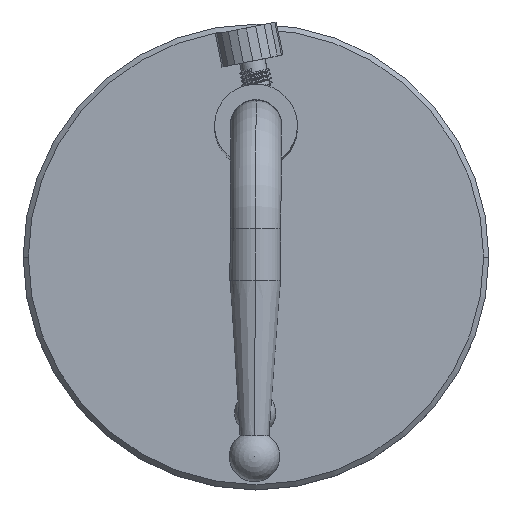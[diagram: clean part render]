
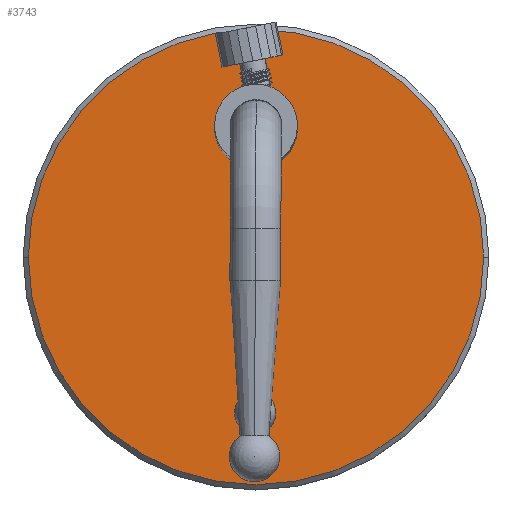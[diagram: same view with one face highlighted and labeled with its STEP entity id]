
A CAD part, top view. The second image highlights one B-rep face of the part: STEP entity #3743.
In plain terms, the highlighted planar face has unit normal (0, 0, 1).
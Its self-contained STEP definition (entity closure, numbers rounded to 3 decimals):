
#20 = EDGE_CURVE ( 'NONE', #2657, #4371, #4655, .T. ) ;
#55 = DIRECTION ( 'NONE',  ( -1., 0., 0. ) ) ;
#112 = CARTESIAN_POINT ( 'NONE',  ( 0., 0., 12. ) ) ;
#210 = EDGE_CURVE ( 'NONE', #4371, #2657, #3416, .T. ) ;
#358 = AXIS2_PLACEMENT_3D ( 'NONE', #6434, #1585, #55 ) ;
#561 = CARTESIAN_POINT ( 'NONE',  ( -44., 0., 12. ) ) ;
#612 = EDGE_CURVE ( 'NONE', #2101, #2232, #2614, .T. ) ;
#779 = PLANE ( 'NONE',  #1001 ) ;
#869 = VERTEX_POINT ( 'NONE', #1958 ) ;
#901 = ORIENTED_EDGE ( 'NONE', *, *, #210, .T. ) ;
#1001 = AXIS2_PLACEMENT_3D ( 'NONE', #5735, #1380, #3973 ) ;
#1133 = EDGE_CURVE ( 'NONE', #3636, #869, #4276, .T. ) ;
#1276 = DIRECTION ( 'NONE',  ( -1., 0., 0. ) ) ;
#1306 = AXIS2_PLACEMENT_3D ( 'NONE', #112, #2275, #2844 ) ;
#1353 = CIRCLE ( 'NONE', #1306, 44. ) ;
#1380 = DIRECTION ( 'NONE',  ( 0., 0., 1. ) ) ;
#1421 = FACE_BOUND ( 'NONE', #3906, .T. ) ;
#1512 = DIRECTION ( 'NONE',  ( -1., 0., 0. ) ) ;
#1576 = DIRECTION ( 'NONE',  ( -1., 0., 0. ) ) ;
#1585 = DIRECTION ( 'NONE',  ( 0., 0., -1. ) ) ;
#1613 = AXIS2_PLACEMENT_3D ( 'NONE', #1931, #4697, #1512 ) ;
#1765 = CARTESIAN_POINT ( 'NONE',  ( -2.5, -15., 12. ) ) ;
#1931 = CARTESIAN_POINT ( 'NONE',  ( 0., 25., 12. ) ) ;
#1958 = CARTESIAN_POINT ( 'NONE',  ( 2.5, -15., 12. ) ) ;
#2101 = VERTEX_POINT ( 'NONE', #5785 ) ;
#2232 = VERTEX_POINT ( 'NONE', #561 ) ;
#2275 = DIRECTION ( 'NONE',  ( 0., 0., 1. ) ) ;
#2485 = CARTESIAN_POINT ( 'NONE',  ( 0., -15., 12. ) ) ;
#2614 = CIRCLE ( 'NONE', #6563, 44. ) ;
#2657 = VERTEX_POINT ( 'NONE', #5930 ) ;
#2844 = DIRECTION ( 'NONE',  ( 1., 0., 0. ) ) ;
#2958 = EDGE_CURVE ( 'NONE', #2232, #2101, #1353, .T. ) ;
#2960 = ORIENTED_EDGE ( 'NONE', *, *, #612, .T. ) ;
#3017 = FACE_OUTER_BOUND ( 'NONE', #5094, .T. ) ;
#3019 = DIRECTION ( 'NONE',  ( 0., 0., -1. ) ) ;
#3160 = CARTESIAN_POINT ( 'NONE',  ( 6., 25., 12. ) ) ;
#3416 = CIRCLE ( 'NONE', #358, 6. ) ;
#3636 = VERTEX_POINT ( 'NONE', #1765 ) ;
#3709 = DIRECTION ( 'NONE',  ( 0., 0., -1. ) ) ;
#3717 = DIRECTION ( 'NONE',  ( 1., 0., 0. ) ) ;
#3743 = ADVANCED_FACE ( 'NONE', ( #3017, #5166, #1421 ), #779, .T. ) ;
#3906 = EDGE_LOOP ( 'NONE', ( #4939, #3912 ) ) ;
#3912 = ORIENTED_EDGE ( 'NONE', *, *, #6185, .T. ) ;
#3973 = DIRECTION ( 'NONE',  ( 1., 0., 0. ) ) ;
#4234 = CARTESIAN_POINT ( 'NONE',  ( 0., -15., 12. ) ) ;
#4276 = CIRCLE ( 'NONE', #6171, 2.5 ) ;
#4371 = VERTEX_POINT ( 'NONE', #3160 ) ;
#4542 = AXIS2_PLACEMENT_3D ( 'NONE', #2485, #3019, #1276 ) ;
#4655 = CIRCLE ( 'NONE', #1613, 6. ) ;
#4697 = DIRECTION ( 'NONE',  ( 0., 0., -1. ) ) ;
#4700 = ORIENTED_EDGE ( 'NONE', *, *, #2958, .T. ) ;
#4870 = CARTESIAN_POINT ( 'NONE',  ( 0., 0., 12. ) ) ;
#4876 = ORIENTED_EDGE ( 'NONE', *, *, #20, .T. ) ;
#4893 = CIRCLE ( 'NONE', #4542, 2.5 ) ;
#4939 = ORIENTED_EDGE ( 'NONE', *, *, #1133, .T. ) ;
#5094 = EDGE_LOOP ( 'NONE', ( #4700, #2960 ) ) ;
#5166 = FACE_BOUND ( 'NONE', #5719, .T. ) ;
#5473 = DIRECTION ( 'NONE',  ( 0., 0., 1. ) ) ;
#5719 = EDGE_LOOP ( 'NONE', ( #4876, #901 ) ) ;
#5735 = CARTESIAN_POINT ( 'NONE',  ( 0., 0., 12. ) ) ;
#5785 = CARTESIAN_POINT ( 'NONE',  ( 44., 0., 12. ) ) ;
#5930 = CARTESIAN_POINT ( 'NONE',  ( -6., 25., 12. ) ) ;
#6171 = AXIS2_PLACEMENT_3D ( 'NONE', #4234, #3709, #1576 ) ;
#6185 = EDGE_CURVE ( 'NONE', #869, #3636, #4893, .T. ) ;
#6434 = CARTESIAN_POINT ( 'NONE',  ( 0., 25., 12. ) ) ;
#6563 = AXIS2_PLACEMENT_3D ( 'NONE', #4870, #5473, #3717 ) ;
